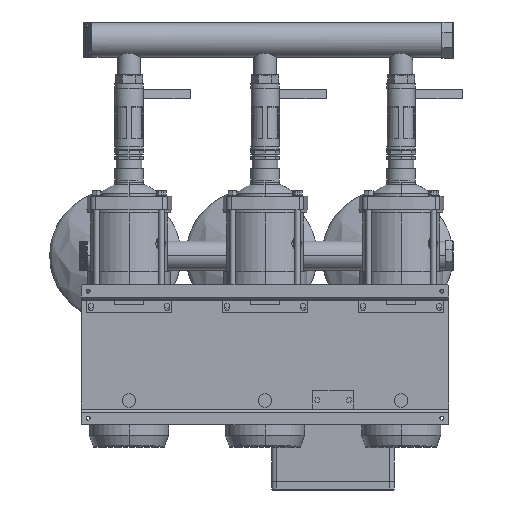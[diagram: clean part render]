
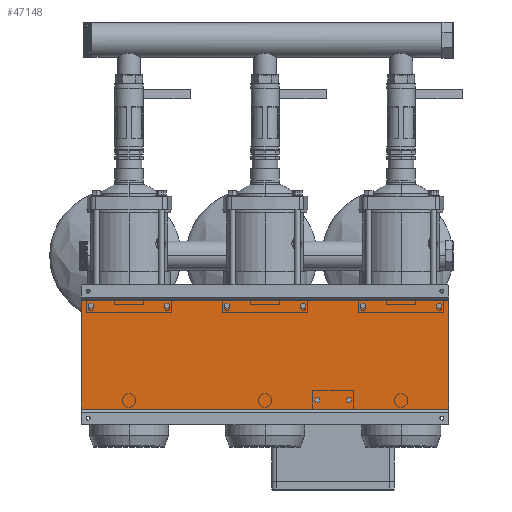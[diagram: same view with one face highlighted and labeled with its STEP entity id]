
A CAD part, front view. The second image highlights one B-rep face of the part: STEP entity #47148.
In plain terms, the highlighted planar face has unit normal (0, -1, 0).
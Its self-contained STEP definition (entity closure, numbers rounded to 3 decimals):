
#8663 = EDGE_LOOP ( 'NONE', ( #118275, #108698, #51702, #52938 ) ) ;
#13788 = FACE_OUTER_BOUND ( 'NONE', #8663, .T. ) ;
#20610 = VECTOR ( 'NONE', #129259, 1000. ) ;
#23698 = VERTEX_POINT ( 'NONE', #49214 ) ;
#30052 = LINE ( 'NONE', #116942, #20610 ) ;
#30851 = VERTEX_POINT ( 'NONE', #122811 ) ;
#32409 = EDGE_CURVE ( 'NONE', #23698, #30851, #30052, .T. ) ;
#32832 = DIRECTION ( 'NONE',  ( 0., 0., 1. ) ) ;
#34991 = CARTESIAN_POINT ( 'NONE',  ( -405., 52., -120. ) ) ;
#35627 = DIRECTION ( 'NONE',  ( 0., 0., -1. ) ) ;
#35840 = EDGE_CURVE ( 'NONE', #30851, #124622, #48880, .T. ) ;
#46119 = EDGE_CURVE ( 'NONE', #58642, #124622, #84617, .T. ) ;
#47148 = ADVANCED_FACE ( 'NONE', ( #13788 ), #84418, .F. ) ;
#48880 = LINE ( 'NONE', #67764, #82156 ) ;
#49214 = CARTESIAN_POINT ( 'NONE',  ( 405., 52., 120. ) ) ;
#51497 = EDGE_CURVE ( 'NONE', #23698, #58642, #127900, .T. ) ;
#51702 = ORIENTED_EDGE ( 'NONE', *, *, #32409, .F. ) ;
#52938 = ORIENTED_EDGE ( 'NONE', *, *, #51497, .T. ) ;
#56040 = AXIS2_PLACEMENT_3D ( 'NONE', #64167, #123507, #32832 ) ;
#58642 = VERTEX_POINT ( 'NONE', #61143 ) ;
#58777 = CARTESIAN_POINT ( 'NONE',  ( 405., 52., 120. ) ) ;
#61143 = CARTESIAN_POINT ( 'NONE',  ( -405., 52., 120. ) ) ;
#64167 = CARTESIAN_POINT ( 'NONE',  ( 405., 52., -120. ) ) ;
#67764 = CARTESIAN_POINT ( 'NONE',  ( 405., 52., -120. ) ) ;
#73689 = CARTESIAN_POINT ( 'NONE',  ( -405., 52., -120. ) ) ;
#77407 = VECTOR ( 'NONE', #128555, 1000. ) ;
#82156 = VECTOR ( 'NONE', #88676, 1000. ) ;
#84418 = PLANE ( 'NONE',  #56040 ) ;
#84617 = LINE ( 'NONE', #34991, #93265 ) ;
#88676 = DIRECTION ( 'NONE',  ( -1., 0., 0. ) ) ;
#93265 = VECTOR ( 'NONE', #35627, 1000. ) ;
#108698 = ORIENTED_EDGE ( 'NONE', *, *, #35840, .F. ) ;
#116942 = CARTESIAN_POINT ( 'NONE',  ( 405., 52., 120. ) ) ;
#118275 = ORIENTED_EDGE ( 'NONE', *, *, #46119, .T. ) ;
#122811 = CARTESIAN_POINT ( 'NONE',  ( 405., 52., -120. ) ) ;
#123507 = DIRECTION ( 'NONE',  ( 0., 1., 0. ) ) ;
#124622 = VERTEX_POINT ( 'NONE', #73689 ) ;
#127900 = LINE ( 'NONE', #58777, #77407 ) ;
#128555 = DIRECTION ( 'NONE',  ( -1., 0., 0. ) ) ;
#129259 = DIRECTION ( 'NONE',  ( 0., 0., -1. ) ) ;
